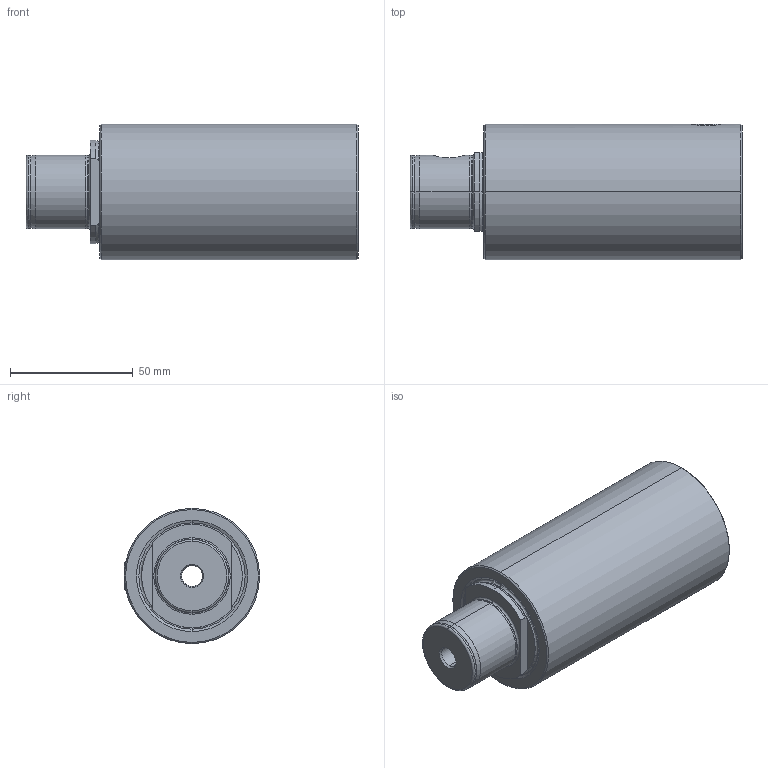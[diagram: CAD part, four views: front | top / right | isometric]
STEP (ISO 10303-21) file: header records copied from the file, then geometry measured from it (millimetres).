
FILE_DESCRIPTION (( 'STEP AP214' ), '1' );
FILE_NAME ('132.550.002.STEP', '2017-06-09T14:40:43', ( 'SWIAdmin' ), ( 'Hewlett-Packard Company' ), 'SwSTEP 2.0', 'SolidWorks 2017', '' );
FILE_SCHEMA (( 'AUTOMOTIVE_DESIGN' ));
Length unit declared in the file: millimetre
Products named in the file (3): MB5-ER1.001.017_A; MB5-MB5.K01.105_C; 132.550.002
Assembly tree (2 placements, depth 2):
  132.550.002
    MB5-MB5.K01.105_C
    MB5-ER1.001.017_A
Bounding box: 135 x 55 x 55 mm (x, y, z)
Volume: 240978.2 mm3; surface area: 32749.9 mm2
Topology: 2 solids, 2 shells, 127 faces, 295 edges, 175 vertices
Faces by surface type: cone 39, cylinder 32, plane 32, torus 20, bspline 4
Entity records: 4491 total; most frequent: CARTESIAN_POINT 1436, DIRECTION 653, ORIENTED_EDGE 586, EDGE_CURVE 293, AXIS2_PLACEMENT_3D 274, VERTEX_POINT 175, CIRCLE 146, EDGE_LOOP 138
